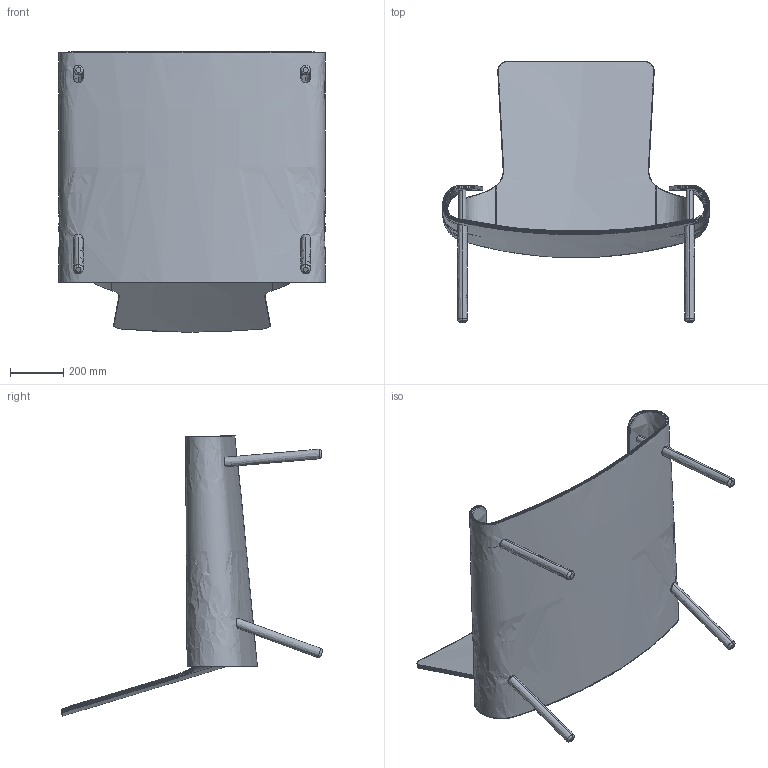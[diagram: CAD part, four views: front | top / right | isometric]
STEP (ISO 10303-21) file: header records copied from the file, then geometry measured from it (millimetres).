
FILE_DESCRIPTION(('FreeCAD Model'),'2;1');
FILE_NAME('Open CASCADE Shape Model','2025-05-04T02:09:56',('FreeCAD'),( 'FreeCAD'),'Open CASCADE STEP processor 7.6','FreeCAD','Unknown');
FILE_SCHEMA(('AUTOMOTIVE_DESIGN { 1 0 10303 214 1 1 1 1 }'));
Products named in the file (1): Open CASCADE STEP translator 7.6 1
Bounding box: 1005.74 x 984.79 x 1057.35 mm (x, y, z)
Volume: 24084450.2 mm3; surface area: 47535107.4 mm2
Topology: 38 solids, 38 shells, 824 faces, 2174 edges, 1432 vertices
Faces by surface type: bspline 824
Entity records: 267581 total; most frequent: CARTESIAN_POINT 254171, ORIENTED_EDGE 4348, EDGE_CURVE 2174, B_SPLINE_CURVE_WITH_KNOTS 2118, VERTEX_POINT 1432, FACE_BOUND 914, EDGE_LOOP 914, ADVANCED_FACE 824
